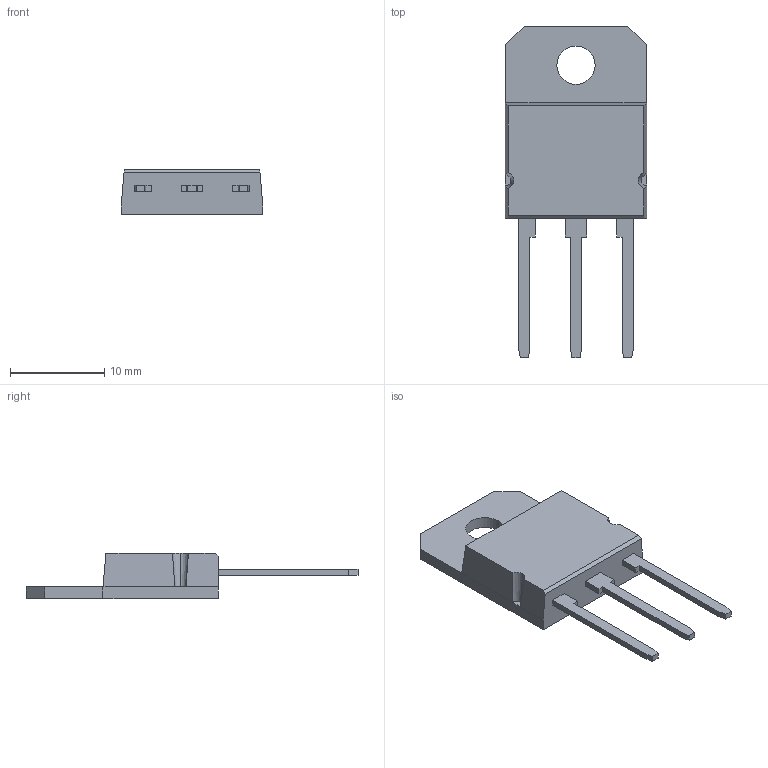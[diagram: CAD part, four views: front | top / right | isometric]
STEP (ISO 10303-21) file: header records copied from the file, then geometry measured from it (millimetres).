
FILE_DESCRIPTION (( 'STEP AP214' ), '1' );
FILE_NAME ('SOT-93-3_340D-02.STEP', '2025-07-17T15:49:48', ( 'LENOVO' ), ( '' ), 'SwSTEP 2.0', 'SolidWorks 2021', '' );
FILE_SCHEMA (( 'AUTOMOTIVE_DESIGN' ));
Length unit declared in the file: millimetre
Products named in the file (2): SOT-93-3_340D-02_340D-02; SOT-93-3_340D-02
Assembly tree (1 placements, depth 2):
  SOT-93-3_340D-02
    SOT-93-3_340D-02_340D-02
Bounding box: 14.95 x 35.15 x 4.8 mm (x, y, z)
Volume: 1018.9 mm3; surface area: 1271.4 mm2
Topology: 5 solids, 5 shells, 69 faces, 169 edges, 110 vertices
Faces by surface type: plane 63, cone 4, cylinder 2
Entity records: 2101 total; most frequent: CARTESIAN_POINT 364, ORIENTED_EDGE 338, DIRECTION 323, EDGE_CURVE 169, LINE 153, VECTOR 153, VERTEX_POINT 110, AXIS2_PLACEMENT_3D 85
